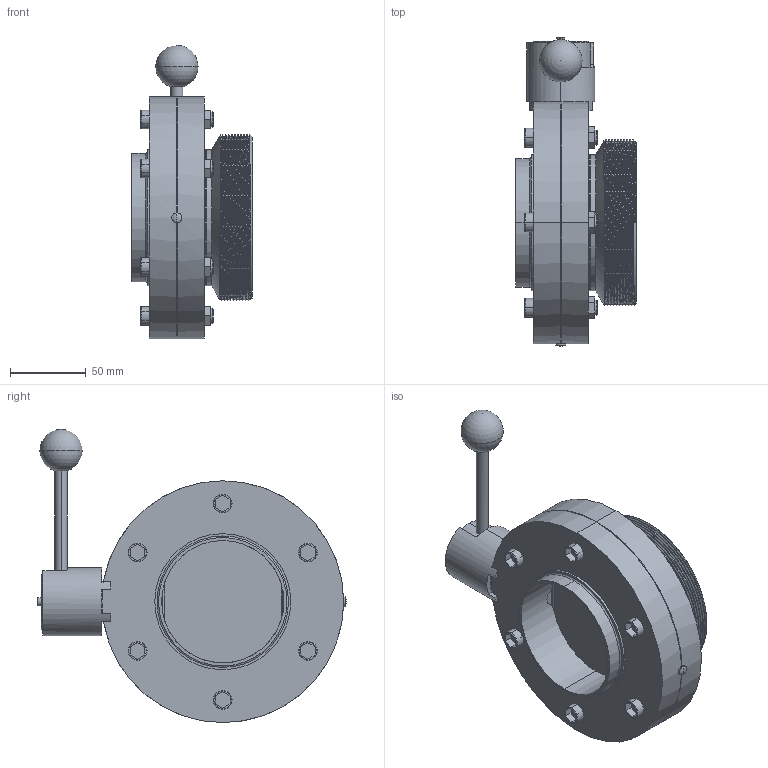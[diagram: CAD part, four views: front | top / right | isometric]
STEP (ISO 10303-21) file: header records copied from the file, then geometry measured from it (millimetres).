
FILE_DESCRIPTION (( 'STEP AP203' ), '1' );
FILE_NAME ('3D-M4302_DN80_174451295_174451330.STEP', '2024-09-18T11:03:47', ( '' ), ( '' ), 'SwSTEP 2.0', 'SolidWorks 2024', '' );
FILE_SCHEMA (( 'CONFIG_CONTROL_DESIGN' ));
Length unit declared in the file: millimetre
Products named in the file (1): 3D-M4302_DN80_174451295_174451330
Bounding box: 80 x 204.3 x 194 mm (x, y, z)
Volume: 728782.7 mm3; surface area: 137431.8 mm2
Topology: 5 solids, 5 shells, 299 faces, 725 edges, 464 vertices
Faces by surface type: plane 147, cylinder 98, cone 27, torus 20, sphere 4, bspline 3
Entity records: 11571 total; most frequent: CARTESIAN_POINT 4555, DIRECTION 1442, ORIENTED_EDGE 1432, EDGE_CURVE 716, AXIS2_PLACEMENT_3D 520, VERTEX_POINT 461, LINE 402, VECTOR 402
